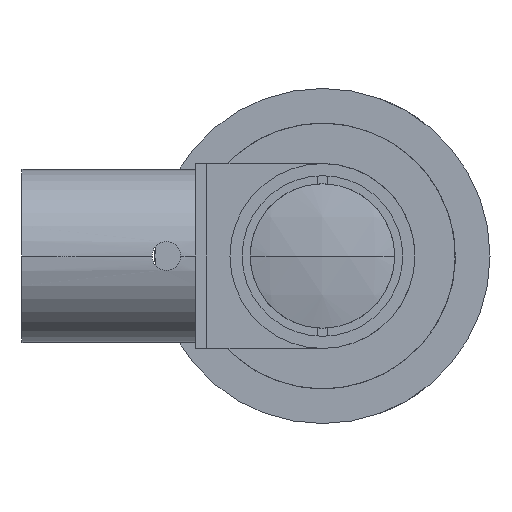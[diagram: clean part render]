
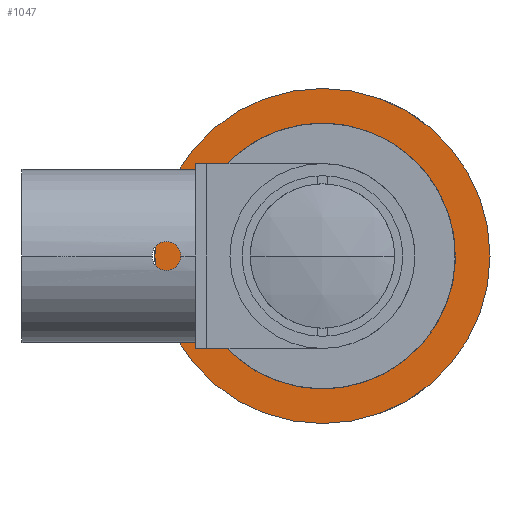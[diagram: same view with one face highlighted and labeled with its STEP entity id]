
A CAD part, left-side view. The second image highlights one B-rep face of the part: STEP entity #1047.
In plain terms, the highlighted planar face has unit normal (-1, 0, 0).
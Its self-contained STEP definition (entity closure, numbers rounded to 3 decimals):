
#20 = AXIS2_PLACEMENT_3D ( 'NONE', #3271, #3242, #3231 ) ;
#136 = CARTESIAN_POINT ( 'NONE',  ( 24.25, 0., 14.5 ) ) ;
#248 = CIRCLE ( 'NONE', #614, 11.5 ) ;
#614 = AXIS2_PLACEMENT_3D ( 'NONE', #1639, #1492, #1455 ) ;
#903 = FACE_OUTER_BOUND ( 'NONE', #2714, .T. ) ;
#921 = CIRCLE ( 'NONE', #2860, 14.5 ) ;
#1047 = ADVANCED_FACE ( 'NONE', ( #1808, #903 ), #2093, .F. ) ;
#1150 = AXIS2_PLACEMENT_3D ( 'NONE', #3229, #3023, #3124 ) ;
#1206 = VERTEX_POINT ( 'NONE', #136 ) ;
#1307 = ORIENTED_EDGE ( 'NONE', *, *, #1447, .T. ) ;
#1389 = CARTESIAN_POINT ( 'NONE',  ( 24.25, 0., -14.5 ) ) ;
#1447 = EDGE_CURVE ( 'NONE', #1206, #3111, #921, .T. ) ;
#1455 = DIRECTION ( 'NONE',  ( 0., 0., 1. ) ) ;
#1492 = DIRECTION ( 'NONE',  ( -1., 0., 0. ) ) ;
#1623 = CIRCLE ( 'NONE', #20, 11.5 ) ;
#1639 = CARTESIAN_POINT ( 'NONE',  ( 24.25, 0., 0. ) ) ;
#1808 = FACE_BOUND ( 'NONE', #2335, .T. ) ;
#2014 = AXIS2_PLACEMENT_3D ( 'NONE', #2425, #2072, #2063 ) ;
#2063 = DIRECTION ( 'NONE',  ( 0., 0., -1. ) ) ;
#2072 = DIRECTION ( 'NONE',  ( 1., 0., 0. ) ) ;
#2093 = PLANE ( 'NONE',  #2014 ) ;
#2217 = ORIENTED_EDGE ( 'NONE', *, *, #2628, .T. ) ;
#2335 = EDGE_LOOP ( 'NONE', ( #2524, #3167 ) ) ;
#2425 = CARTESIAN_POINT ( 'NONE',  ( 24.25, 11.5, 0. ) ) ;
#2431 = CIRCLE ( 'NONE', #1150, 14.5 ) ;
#2520 = DIRECTION ( 'NONE',  ( -1., 0., 0. ) ) ;
#2524 = ORIENTED_EDGE ( 'NONE', *, *, #2571, .F. ) ;
#2571 = EDGE_CURVE ( 'NONE', #2896, #2757, #248, .T. ) ;
#2588 = CARTESIAN_POINT ( 'NONE',  ( 24.25, 0., 0. ) ) ;
#2628 = EDGE_CURVE ( 'NONE', #3111, #1206, #2431, .T. ) ;
#2701 = DIRECTION ( 'NONE',  ( 0., 0., 1. ) ) ;
#2714 = EDGE_LOOP ( 'NONE', ( #1307, #2217 ) ) ;
#2757 = VERTEX_POINT ( 'NONE', #3112 ) ;
#2860 = AXIS2_PLACEMENT_3D ( 'NONE', #2588, #2520, #2701 ) ;
#2896 = VERTEX_POINT ( 'NONE', #3241 ) ;
#3023 = DIRECTION ( 'NONE',  ( -1., 0., 0. ) ) ;
#3111 = VERTEX_POINT ( 'NONE', #1389 ) ;
#3112 = CARTESIAN_POINT ( 'NONE',  ( 24.25, 0., -11.5 ) ) ;
#3124 = DIRECTION ( 'NONE',  ( 0., 0., 1. ) ) ;
#3162 = EDGE_CURVE ( 'NONE', #2757, #2896, #1623, .T. ) ;
#3167 = ORIENTED_EDGE ( 'NONE', *, *, #3162, .F. ) ;
#3229 = CARTESIAN_POINT ( 'NONE',  ( 24.25, 0., 0. ) ) ;
#3231 = DIRECTION ( 'NONE',  ( 0., 0., 1. ) ) ;
#3241 = CARTESIAN_POINT ( 'NONE',  ( 24.25, 0., 11.5 ) ) ;
#3242 = DIRECTION ( 'NONE',  ( -1., 0., 0. ) ) ;
#3271 = CARTESIAN_POINT ( 'NONE',  ( 24.25, 0., 0. ) ) ;
